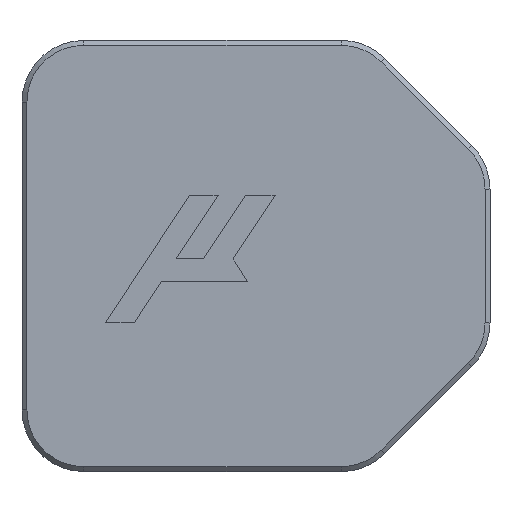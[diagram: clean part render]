
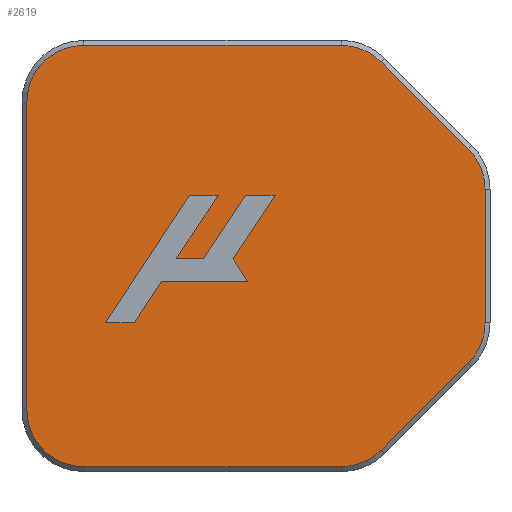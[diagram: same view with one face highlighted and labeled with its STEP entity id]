
A CAD part, front view. The second image highlights one B-rep face of the part: STEP entity #2619.
In plain terms, the highlighted planar face has unit normal (0, -1, 0).
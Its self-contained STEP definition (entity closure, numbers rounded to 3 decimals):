
#108=FACE_BOUND('',#477,.T.);
#157=PLANE('',#2891);
#312=FACE_OUTER_BOUND('',#476,.T.);
#476=EDGE_LOOP('',(#2281,#2282,#2283,#2284,#2285,#2286,#2287,#2288,#2289,
#2290,#2291,#2292));
#477=EDGE_LOOP('',(#2293,#2294,#2295,#2296,#2297,#2298,#2299,#2300,#2301,
#2302,#2303));
#663=LINE('',#4579,#913);
#668=LINE('',#4592,#918);
#672=LINE('',#4604,#922);
#676=LINE('',#4616,#926);
#679=LINE('',#4625,#929);
#682=LINE('',#4636,#932);
#689=LINE('',#4654,#939);
#690=LINE('',#4656,#940);
#691=LINE('',#4658,#941);
#692=LINE('',#4660,#942);
#693=LINE('',#4662,#943);
#694=LINE('',#4664,#944);
#695=LINE('',#4666,#945);
#696=LINE('',#4668,#946);
#697=LINE('',#4670,#947);
#698=LINE('',#4672,#948);
#699=LINE('',#4673,#949);
#913=VECTOR('',#3483,10.);
#918=VECTOR('',#3496,10.);
#922=VECTOR('',#3508,10.);
#926=VECTOR('',#3520,10.);
#929=VECTOR('',#3531,10.);
#932=VECTOR('',#3542,10.);
#939=VECTOR('',#3567,10.);
#940=VECTOR('',#3568,10.);
#941=VECTOR('',#3569,10.);
#942=VECTOR('',#3570,10.);
#943=VECTOR('',#3571,10.);
#944=VECTOR('',#3572,10.);
#945=VECTOR('',#3573,10.);
#946=VECTOR('',#3574,10.);
#947=VECTOR('',#3575,10.);
#948=VECTOR('',#3576,10.);
#949=VECTOR('',#3577,10.);
#1111=CIRCLE('',#2865,4.6);
#1113=CIRCLE('',#2869,4.6);
#1115=CIRCLE('',#2873,4.6);
#1117=CIRCLE('',#2877,4.6);
#1119=CIRCLE('',#2881,4.6);
#1121=CIRCLE('',#2885,4.6);
#1283=VERTEX_POINT('',#4576);
#1284=VERTEX_POINT('',#4578);
#1286=VERTEX_POINT('',#4584);
#1288=VERTEX_POINT('',#4590);
#1290=VERTEX_POINT('',#4596);
#1292=VERTEX_POINT('',#4602);
#1294=VERTEX_POINT('',#4608);
#1296=VERTEX_POINT('',#4614);
#1297=VERTEX_POINT('',#4619);
#1298=VERTEX_POINT('',#4623);
#1300=VERTEX_POINT('',#4629);
#1302=VERTEX_POINT('',#4634);
#1303=VERTEX_POINT('',#4652);
#1304=VERTEX_POINT('',#4653);
#1305=VERTEX_POINT('',#4655);
#1306=VERTEX_POINT('',#4657);
#1307=VERTEX_POINT('',#4659);
#1308=VERTEX_POINT('',#4661);
#1309=VERTEX_POINT('',#4663);
#1310=VERTEX_POINT('',#4665);
#1311=VERTEX_POINT('',#4667);
#1312=VERTEX_POINT('',#4669);
#1313=VERTEX_POINT('',#4671);
#1612=EDGE_CURVE('',#1283,#1284,#663,.T.);
#1616=EDGE_CURVE('',#1286,#1283,#1111,.T.);
#1619=EDGE_CURVE('',#1288,#1286,#668,.T.);
#1622=EDGE_CURVE('',#1290,#1288,#1113,.T.);
#1625=EDGE_CURVE('',#1292,#1290,#672,.T.);
#1628=EDGE_CURVE('',#1294,#1292,#1115,.T.);
#1631=EDGE_CURVE('',#1296,#1294,#676,.T.);
#1634=EDGE_CURVE('',#1297,#1296,#1117,.T.);
#1636=EDGE_CURVE('',#1298,#1297,#679,.T.);
#1639=EDGE_CURVE('',#1300,#1298,#1119,.T.);
#1641=EDGE_CURVE('',#1302,#1300,#682,.T.);
#1644=EDGE_CURVE('',#1284,#1302,#1121,.T.);
#1650=EDGE_CURVE('',#1303,#1304,#689,.T.);
#1651=EDGE_CURVE('',#1304,#1305,#690,.T.);
#1652=EDGE_CURVE('',#1305,#1306,#691,.T.);
#1653=EDGE_CURVE('',#1306,#1307,#692,.T.);
#1654=EDGE_CURVE('',#1307,#1308,#693,.T.);
#1655=EDGE_CURVE('',#1308,#1309,#694,.T.);
#1656=EDGE_CURVE('',#1309,#1310,#695,.T.);
#1657=EDGE_CURVE('',#1310,#1311,#696,.T.);
#1658=EDGE_CURVE('',#1311,#1312,#697,.T.);
#1659=EDGE_CURVE('',#1312,#1313,#698,.T.);
#1660=EDGE_CURVE('',#1313,#1303,#699,.T.);
#2281=ORIENTED_EDGE('',*,*,#1612,.F.);
#2282=ORIENTED_EDGE('',*,*,#1616,.F.);
#2283=ORIENTED_EDGE('',*,*,#1619,.F.);
#2284=ORIENTED_EDGE('',*,*,#1622,.F.);
#2285=ORIENTED_EDGE('',*,*,#1625,.F.);
#2286=ORIENTED_EDGE('',*,*,#1628,.F.);
#2287=ORIENTED_EDGE('',*,*,#1631,.F.);
#2288=ORIENTED_EDGE('',*,*,#1634,.F.);
#2289=ORIENTED_EDGE('',*,*,#1636,.F.);
#2290=ORIENTED_EDGE('',*,*,#1639,.F.);
#2291=ORIENTED_EDGE('',*,*,#1641,.F.);
#2292=ORIENTED_EDGE('',*,*,#1644,.F.);
#2293=ORIENTED_EDGE('',*,*,#1650,.T.);
#2294=ORIENTED_EDGE('',*,*,#1651,.T.);
#2295=ORIENTED_EDGE('',*,*,#1652,.T.);
#2296=ORIENTED_EDGE('',*,*,#1653,.T.);
#2297=ORIENTED_EDGE('',*,*,#1654,.T.);
#2298=ORIENTED_EDGE('',*,*,#1655,.T.);
#2299=ORIENTED_EDGE('',*,*,#1656,.T.);
#2300=ORIENTED_EDGE('',*,*,#1657,.T.);
#2301=ORIENTED_EDGE('',*,*,#1658,.T.);
#2302=ORIENTED_EDGE('',*,*,#1659,.T.);
#2303=ORIENTED_EDGE('',*,*,#1660,.T.);
#2619=ADVANCED_FACE('',(#312,#108),#157,.T.);
#2865=AXIS2_PLACEMENT_3D('',#4586,#3490,#3491);
#2869=AXIS2_PLACEMENT_3D('',#4598,#3502,#3503);
#2873=AXIS2_PLACEMENT_3D('',#4610,#3514,#3515);
#2877=AXIS2_PLACEMENT_3D('',#4621,#3526,#3527);
#2881=AXIS2_PLACEMENT_3D('',#4631,#3537,#3538);
#2885=AXIS2_PLACEMENT_3D('',#4640,#3548,#3549);
#2891=AXIS2_PLACEMENT_3D('',#4651,#3565,#3566);
#3483=DIRECTION('',(-1.,0.,0.));
#3490=DIRECTION('center_axis',(0.,1.,0.));
#3491=DIRECTION('ref_axis',(0.383,0.,-0.924));
#3496=DIRECTION('',(-0.707,0.,-0.707));
#3502=DIRECTION('center_axis',(0.,1.,0.));
#3503=DIRECTION('ref_axis',(0.924,0.,-0.383));
#3508=DIRECTION('',(0.,0.,-1.));
#3514=DIRECTION('center_axis',(0.,1.,0.));
#3515=DIRECTION('ref_axis',(0.924,0.,0.383));
#3520=DIRECTION('',(0.707,0.,-0.707));
#3526=DIRECTION('center_axis',(0.,1.,0.));
#3527=DIRECTION('ref_axis',(0.383,0.,0.924));
#3531=DIRECTION('',(1.,0.,0.));
#3537=DIRECTION('center_axis',(0.,1.,0.));
#3538=DIRECTION('ref_axis',(-0.707,0.,0.707));
#3542=DIRECTION('',(0.,0.,1.));
#3548=DIRECTION('center_axis',(0.,1.,0.));
#3549=DIRECTION('ref_axis',(-0.707,0.,-0.707));
#3565=DIRECTION('center_axis',(0.,-1.,0.));
#3566=DIRECTION('ref_axis',(0.,0.,-1.));
#3567=DIRECTION('',(-1.,0.,0.));
#3568=DIRECTION('',(-0.55,0.,-0.835));
#3569=DIRECTION('',(-1.,0.,0.));
#3570=DIRECTION('',(0.55,0.,0.835));
#3571=DIRECTION('',(1.,0.,0.));
#3572=DIRECTION('',(-0.55,0.,-0.835));
#3573=DIRECTION('',(1.,0.,0.));
#3574=DIRECTION('',(0.55,0.,0.835));
#3575=DIRECTION('',(1.,0.,0.));
#3576=DIRECTION('',(-0.55,0.,-0.835));
#3577=DIRECTION('',(0.538,0.,-0.843));
#4576=CARTESIAN_POINT('',(-138.071,-162.4,22.656));
#4578=CARTESIAN_POINT('',(-159.,-162.4,22.656));
#4579=CARTESIAN_POINT('',(-161.189,-162.4,22.656));
#4584=CARTESIAN_POINT('',(-134.818,-162.4,24.003));
#4586=CARTESIAN_POINT('Origin',(-138.071,-162.4,27.256));
#4590=CARTESIAN_POINT('',(-127.747,-162.4,31.074));
#4592=CARTESIAN_POINT('',(-135.064,-162.4,23.757));
#4596=CARTESIAN_POINT('',(-126.4,-162.4,34.327));
#4598=CARTESIAN_POINT('Origin',(-131.,-162.4,34.327));
#4602=CARTESIAN_POINT('',(-126.4,-162.4,45.185));
#4604=CARTESIAN_POINT('',(-126.4,-162.4,29.756));
#4608=CARTESIAN_POINT('',(-127.747,-162.4,48.437));
#4610=CARTESIAN_POINT('Origin',(-131.,-162.4,45.185));
#4614=CARTESIAN_POINT('',(-134.818,-162.4,55.509));
#4616=CARTESIAN_POINT('',(-133.814,-162.4,54.505));
#4619=CARTESIAN_POINT('',(-138.071,-162.4,56.856));
#4621=CARTESIAN_POINT('Origin',(-138.071,-162.4,52.256));
#4623=CARTESIAN_POINT('',(-159.,-162.4,56.856));
#4625=CARTESIAN_POINT('',(-151.064,-162.4,56.856));
#4629=CARTESIAN_POINT('',(-163.6,-162.4,52.256));
#4631=CARTESIAN_POINT('Origin',(-159.,-162.4,52.256));
#4634=CARTESIAN_POINT('',(-163.6,-162.4,27.256));
#4636=CARTESIAN_POINT('',(-163.6,-162.4,32.381));
#4640=CARTESIAN_POINT('Origin',(-159.,-162.4,27.256));
#4651=CARTESIAN_POINT('Origin',(-156.127,-162.4,37.256));
#4652=CARTESIAN_POINT('',(-145.688,-162.4,37.692));
#4653=CARTESIAN_POINT('',(-152.675,-162.4,37.692));
#4654=CARTESIAN_POINT('',(-154.401,-162.4,37.692));
#4655=CARTESIAN_POINT('',(-154.874,-162.4,34.351));
#4656=CARTESIAN_POINT('',(-154.397,-162.4,35.077));
#4657=CARTESIAN_POINT('',(-157.212,-162.4,34.351));
#4658=CARTESIAN_POINT('',(-156.669,-162.4,34.351));
#4659=CARTESIAN_POINT('',(-150.413,-162.4,44.679));
#4660=CARTESIAN_POINT('',(-152.981,-162.4,40.777));
#4661=CARTESIAN_POINT('',(-148.076,-162.4,44.679));
#4662=CARTESIAN_POINT('',(-152.101,-162.4,44.679));
#4663=CARTESIAN_POINT('',(-151.475,-162.4,39.515));
#4664=CARTESIAN_POINT('',(-152.697,-162.4,37.659));
#4665=CARTESIAN_POINT('',(-149.252,-162.4,39.515));
#4666=CARTESIAN_POINT('',(-152.689,-162.4,39.515));
#4667=CARTESIAN_POINT('',(-145.852,-162.4,44.679));
#4668=CARTESIAN_POINT('',(-149.11,-162.4,39.73));
#4669=CARTESIAN_POINT('',(-143.452,-162.4,44.679));
#4670=CARTESIAN_POINT('',(-149.79,-162.4,44.679));
#4671=CARTESIAN_POINT('',(-146.852,-162.4,39.515));
#4672=CARTESIAN_POINT('',(-148.773,-162.4,36.597));
#4673=CARTESIAN_POINT('',(-147.1,-162.4,39.904));
